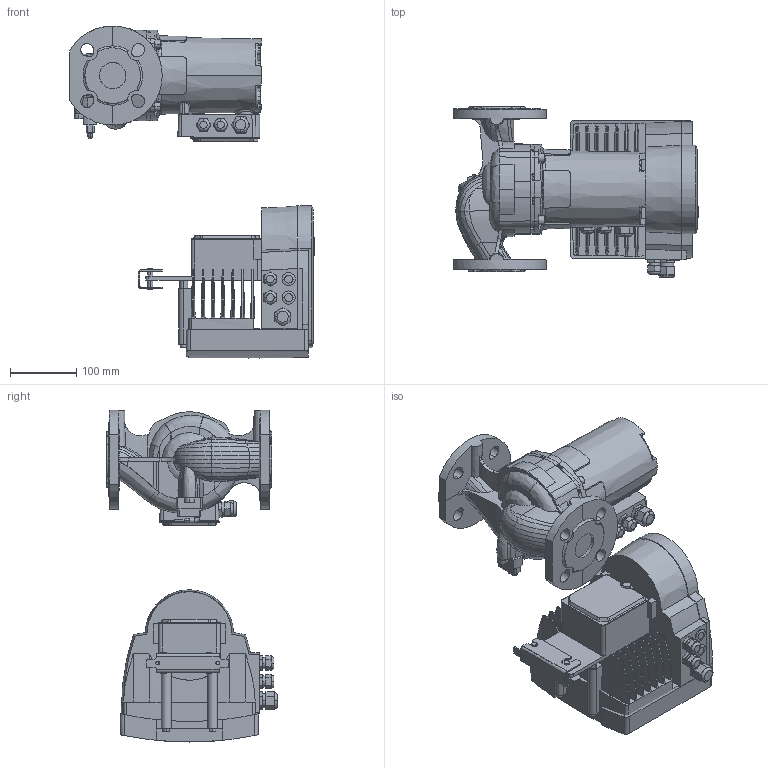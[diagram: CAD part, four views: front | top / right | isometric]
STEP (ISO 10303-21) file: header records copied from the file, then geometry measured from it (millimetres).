
FILE_DESCRIPTION (( 'STEP AP203' ), '1' );
FILE_NAME ('ModulA 40-12 250 GREEN.STEP', '2014-07-15T09:57:37', ( '' ), ( '' ), 'SwSTEP 2.0', 'SolidWorks 2011', '' );
FILE_SCHEMA (( 'CONFIG_CONTROL_DESIGN' ));
Length unit declared in the file: millimetre
Products named in the file (1): ModulA 40-12 250 GREEN
Bounding box: 370.1 x 258 x 502.71 mm (x, y, z)
Volume: 9849557.4 mm3; surface area: 1002410.7 mm2
Topology: 16 solids, 20 shells, 1692 faces, 4526 edges, 2917 vertices
Faces by surface type: plane 645, bspline 483, cylinder 383, cone 133, torus 44, sphere 4
Entity records: 91810 total; most frequent: CARTESIAN_POINT 54205, ORIENTED_EDGE 8982, DIRECTION 6022, EDGE_CURVE 4491, VERTEX_POINT 2917, AXIS2_PLACEMENT_3D 2091, LINE 1840, VECTOR 1840
